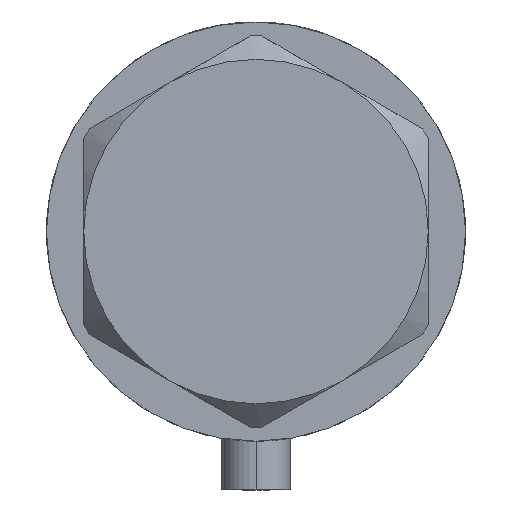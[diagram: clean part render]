
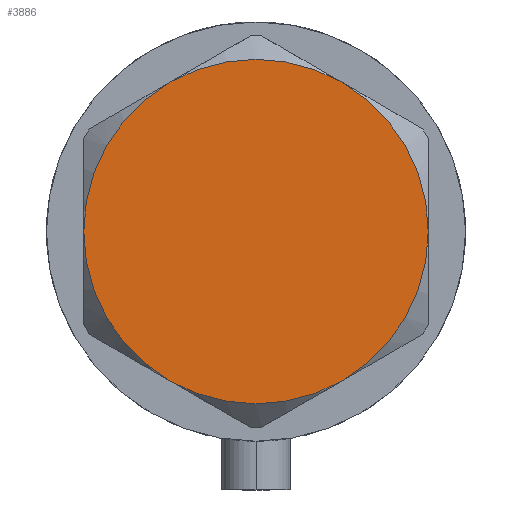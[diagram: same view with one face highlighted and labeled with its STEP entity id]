
A CAD part, left-side view. The second image highlights one B-rep face of the part: STEP entity #3886.
In plain terms, the highlighted face is planar.
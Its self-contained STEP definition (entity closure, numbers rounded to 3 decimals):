
#128 = DIRECTION ( 'NONE',  ( 0., 0., 1. ) ) ;
#242 = ORIENTED_EDGE ( 'NONE', *, *, #4252, .T. ) ;
#282 = FACE_OUTER_BOUND ( 'NONE', #3857, .T. ) ;
#413 = DIRECTION ( 'NONE',  ( 1., 0., 0. ) ) ;
#746 = CARTESIAN_POINT ( 'NONE',  ( 15., -25.981, 14.5 ) ) ;
#764 = CARTESIAN_POINT ( 'NONE',  ( 0., 0., 14.5 ) ) ;
#774 = DIRECTION ( 'NONE',  ( 0., 0., 1. ) ) ;
#781 = DIRECTION ( 'NONE',  ( 0., 0., 1. ) ) ;
#794 = CIRCLE ( 'NONE', #3321, 30. ) ;
#989 = CARTESIAN_POINT ( 'NONE',  ( -15., -25.981, 14.5 ) ) ;
#1115 = ORIENTED_EDGE ( 'NONE', *, *, #1391, .T. ) ;
#1391 = EDGE_CURVE ( 'NONE', #1820, #1966, #794, .T. ) ;
#1398 = DIRECTION ( 'NONE',  ( 1., 0., 0. ) ) ;
#1455 = DIRECTION ( 'NONE',  ( 1., 0., 0. ) ) ;
#1513 = DIRECTION ( 'NONE',  ( 1., 0., 0. ) ) ;
#1515 = AXIS2_PLACEMENT_3D ( 'NONE', #4072, #1605, #2791 ) ;
#1581 = AXIS2_PLACEMENT_3D ( 'NONE', #4356, #128, #1513 ) ;
#1605 = DIRECTION ( 'NONE',  ( 0., 0., 1. ) ) ;
#1715 = VERTEX_POINT ( 'NONE', #3845 ) ;
#1730 = VERTEX_POINT ( 'NONE', #746 ) ;
#1794 = DIRECTION ( 'NONE',  ( 0., 0., 1. ) ) ;
#1811 = DIRECTION ( 'NONE',  ( 0., 0., 1. ) ) ;
#1820 = VERTEX_POINT ( 'NONE', #3235 ) ;
#1837 = CARTESIAN_POINT ( 'NONE',  ( 15., 25.981, 14.5 ) ) ;
#1880 = AXIS2_PLACEMENT_3D ( 'NONE', #4353, #4027, #2005 ) ;
#1966 = VERTEX_POINT ( 'NONE', #989 ) ;
#2005 = DIRECTION ( 'NONE',  ( 1., 0., 0. ) ) ;
#2122 = CARTESIAN_POINT ( 'NONE',  ( 0., 0., 14.5 ) ) ;
#2343 = PLANE ( 'NONE',  #1880 ) ;
#2383 = VERTEX_POINT ( 'NONE', #1837 ) ;
#2556 = EDGE_CURVE ( 'NONE', #1730, #1715, #2875, .T. ) ;
#2563 = EDGE_CURVE ( 'NONE', #1715, #2383, #3319, .T. ) ;
#2668 = EDGE_CURVE ( 'NONE', #2383, #2673, #4129, .T. ) ;
#2673 = VERTEX_POINT ( 'NONE', #4308 ) ;
#2730 = AXIS2_PLACEMENT_3D ( 'NONE', #2122, #1794, #3170 ) ;
#2791 = DIRECTION ( 'NONE',  ( 1., 0., 0. ) ) ;
#2843 = ORIENTED_EDGE ( 'NONE', *, *, #2563, .T. ) ;
#2875 = CIRCLE ( 'NONE', #2730, 30. ) ;
#2887 = CIRCLE ( 'NONE', #1515, 30. ) ;
#3034 = CIRCLE ( 'NONE', #3987, 30. ) ;
#3145 = CARTESIAN_POINT ( 'NONE',  ( 0., 0., 14.5 ) ) ;
#3170 = DIRECTION ( 'NONE',  ( 1., 0., 0. ) ) ;
#3235 = CARTESIAN_POINT ( 'NONE',  ( -30., 0., 14.5 ) ) ;
#3319 = CIRCLE ( 'NONE', #4474, 30. ) ;
#3321 = AXIS2_PLACEMENT_3D ( 'NONE', #764, #1811, #1398 ) ;
#3845 = CARTESIAN_POINT ( 'NONE',  ( 30., 0., 14.5 ) ) ;
#3857 = EDGE_LOOP ( 'NONE', ( #4154, #2843, #3965, #4189, #1115, #242 ) ) ;
#3886 = ADVANCED_FACE ( 'NONE', ( #282 ), #2343, .T. ) ;
#3911 = CARTESIAN_POINT ( 'NONE',  ( 0., 0., 14.5 ) ) ;
#3964 = EDGE_CURVE ( 'NONE', #2673, #1820, #3034, .T. ) ;
#3965 = ORIENTED_EDGE ( 'NONE', *, *, #2668, .T. ) ;
#3987 = AXIS2_PLACEMENT_3D ( 'NONE', #3145, #781, #413 ) ;
#4027 = DIRECTION ( 'NONE',  ( 0., 0., 1. ) ) ;
#4072 = CARTESIAN_POINT ( 'NONE',  ( 0., 0., 14.5 ) ) ;
#4129 = CIRCLE ( 'NONE', #1581, 30. ) ;
#4154 = ORIENTED_EDGE ( 'NONE', *, *, #2556, .T. ) ;
#4189 = ORIENTED_EDGE ( 'NONE', *, *, #3964, .T. ) ;
#4252 = EDGE_CURVE ( 'NONE', #1966, #1730, #2887, .T. ) ;
#4308 = CARTESIAN_POINT ( 'NONE',  ( -15., 25.981, 14.5 ) ) ;
#4353 = CARTESIAN_POINT ( 'NONE',  ( 0., 0., 14.5 ) ) ;
#4356 = CARTESIAN_POINT ( 'NONE',  ( 0., 0., 14.5 ) ) ;
#4474 = AXIS2_PLACEMENT_3D ( 'NONE', #3911, #774, #1455 ) ;
